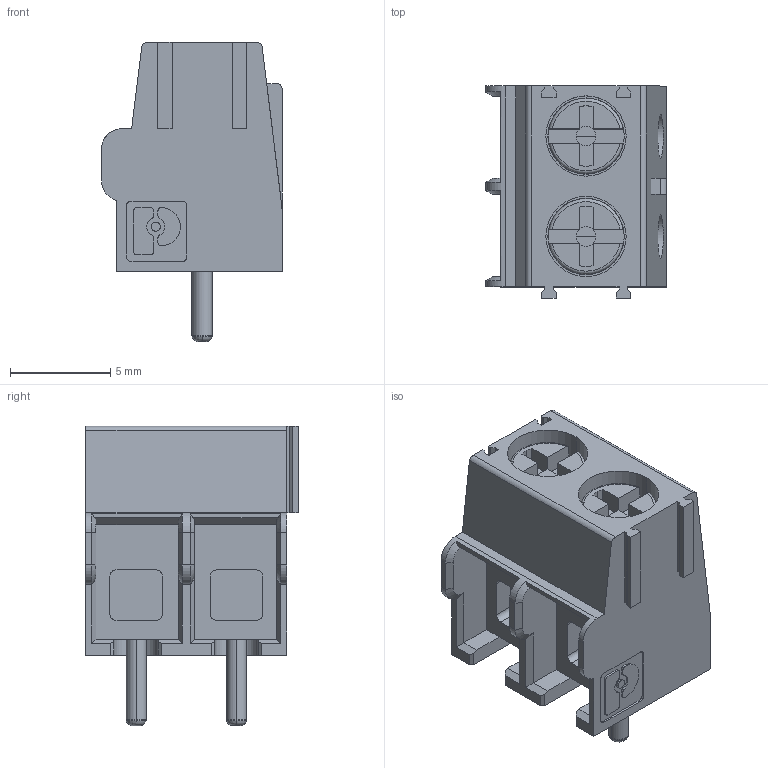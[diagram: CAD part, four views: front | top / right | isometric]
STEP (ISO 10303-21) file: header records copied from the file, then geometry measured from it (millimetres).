
FILE_DESCRIPTION(('FreeCAD Model'),'2;1');
FILE_NAME( '1935161.step', '2017-10-01T20:39:48',('kicad StepUp'),('ksu MCAD'), 'Open CASCADE STEP processor 6.8','FreeCAD','Unknown');
FILE_SCHEMA(('AUTOMOTIVE_DESIGN_CC2 { 1 2 10303 214 -1 1 5 4 }'));
Length unit declared in the file: millimetre
Products named in the file (1): 1935161
Bounding box: 9 x 10.57 x 14.9 mm (x, y, z)
Volume: 709.2 mm3; surface area: 819.6 mm2
Topology: 1 solids, 1 shells, 243 faces, 645 edges, 418 vertices
Faces by surface type: plane 150, cylinder 61, revolution 16, cone 12, torus 4
Entity records: 9897 total; most frequent: CARTESIAN_POINT 2028, ORIENTED_EDGE 1286, DIRECTION 1281, EDGE_CURVE 643, AXIS2_PLACEMENT_3D 422, LINE 421, VECTOR 421, VERTEX_POINT 418
